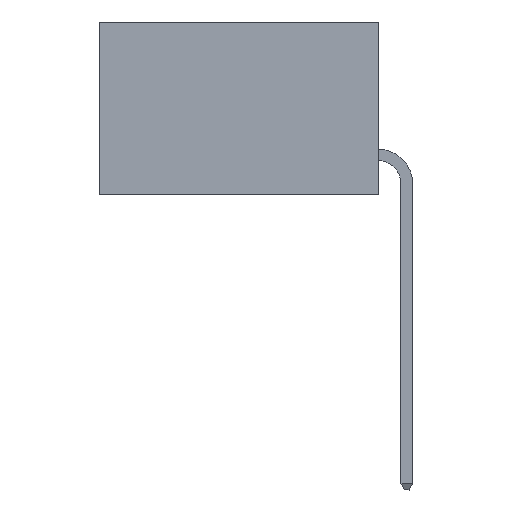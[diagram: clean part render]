
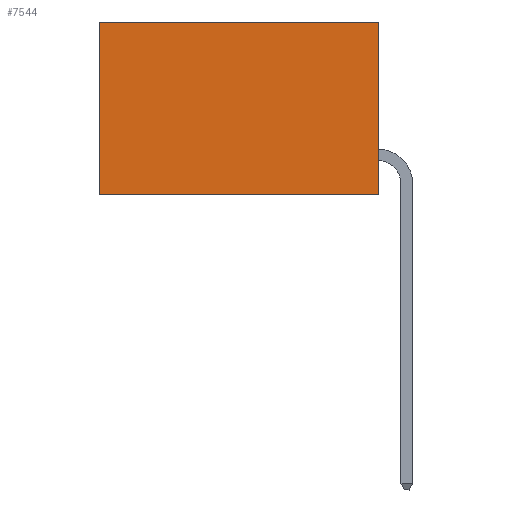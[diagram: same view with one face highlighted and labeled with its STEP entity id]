
A CAD part, left-side view. The second image highlights one B-rep face of the part: STEP entity #7544.
In plain terms, the highlighted planar face has unit normal (-1, 0, 0).
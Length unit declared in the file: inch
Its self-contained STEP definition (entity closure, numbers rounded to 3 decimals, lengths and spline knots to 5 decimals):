
#420 = VERTEX_POINT ( 'NONE', #1238 ) ;
#648 = ORIENTED_EDGE ( 'NONE', *, *, #8773, .T. ) ;
#672 = DIRECTION ( 'NONE',  ( 0., 1., 0. ) ) ;
#826 = LINE ( 'NONE', #7620, #1082 ) ;
#836 = DIRECTION ( 'NONE',  ( 1., 0., 0. ) ) ;
#1082 = VECTOR ( 'NONE', #1290, 39.37008 ) ;
#1238 = CARTESIAN_POINT ( 'NONE',  ( 0.298, 0.6, 0. ) ) ;
#1290 = DIRECTION ( 'NONE',  ( 0., 1., 0. ) ) ;
#1377 = EDGE_CURVE ( 'NONE', #3575, #8857, #7356, .T. ) ;
#1732 = EDGE_CURVE ( 'NONE', #8651, #420, #826, .T. ) ;
#3206 = LINE ( 'NONE', #8330, #6805 ) ;
#3575 = VERTEX_POINT ( 'NONE', #6910 ) ;
#3738 = ORIENTED_EDGE ( 'NONE', *, *, #8896, .F. ) ;
#4534 = EDGE_LOOP ( 'NONE', ( #648, #9356, #3738, #8159 ) ) ;
#4769 = AXIS2_PLACEMENT_3D ( 'NONE', #5483, #836, #6188 ) ;
#5483 = CARTESIAN_POINT ( 'NONE',  ( 0.298, 0., 0. ) ) ;
#5745 = LINE ( 'NONE', #7766, #9162 ) ;
#6188 = DIRECTION ( 'NONE',  ( 0., 0., -1. ) ) ;
#6805 = VECTOR ( 'NONE', #9031, 39.37008 ) ;
#6812 = CARTESIAN_POINT ( 'NONE',  ( 0.298, 0., -0.37 ) ) ;
#6838 = CARTESIAN_POINT ( 'NONE',  ( 0.298, 0., 0. ) ) ;
#6910 = CARTESIAN_POINT ( 'NONE',  ( 0.298, 0., -0.37 ) ) ;
#7059 = CARTESIAN_POINT ( 'NONE',  ( 0.298, 0.6, -0.37 ) ) ;
#7356 = LINE ( 'NONE', #6812, #9416 ) ;
#7544 = ADVANCED_FACE ( 'NONE', ( #8939 ), #8894, .F. ) ;
#7620 = CARTESIAN_POINT ( 'NONE',  ( 0.298, 0., 0. ) ) ;
#7766 = CARTESIAN_POINT ( 'NONE',  ( 0.298, 0., 0. ) ) ;
#8159 = ORIENTED_EDGE ( 'NONE', *, *, #1732, .T. ) ;
#8330 = CARTESIAN_POINT ( 'NONE',  ( 0.298, 0.6, 0. ) ) ;
#8479 = DIRECTION ( 'NONE',  ( 0., 0., -1. ) ) ;
#8651 = VERTEX_POINT ( 'NONE', #6838 ) ;
#8773 = EDGE_CURVE ( 'NONE', #420, #8857, #3206, .T. ) ;
#8857 = VERTEX_POINT ( 'NONE', #7059 ) ;
#8894 = PLANE ( 'NONE',  #4769 ) ;
#8896 = EDGE_CURVE ( 'NONE', #8651, #3575, #5745, .T. ) ;
#8939 = FACE_OUTER_BOUND ( 'NONE', #4534, .T. ) ;
#9031 = DIRECTION ( 'NONE',  ( 0., 0., -1. ) ) ;
#9162 = VECTOR ( 'NONE', #8479, 39.37008 ) ;
#9356 = ORIENTED_EDGE ( 'NONE', *, *, #1377, .F. ) ;
#9416 = VECTOR ( 'NONE', #672, 39.37008 ) ;
